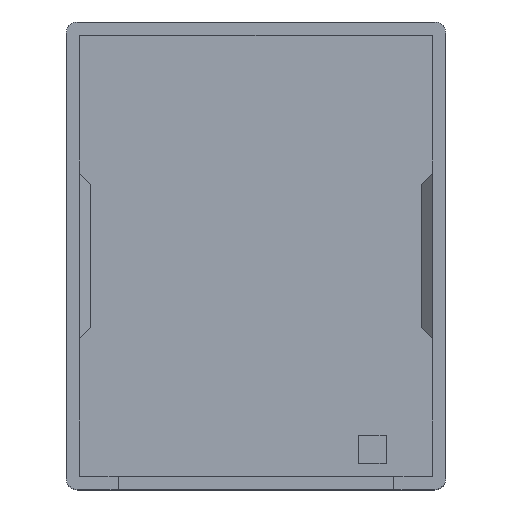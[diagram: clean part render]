
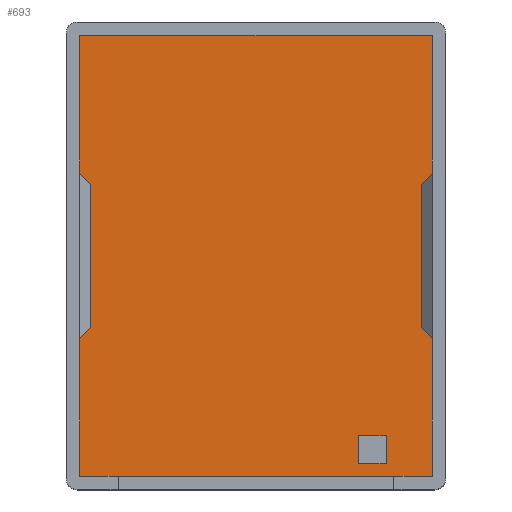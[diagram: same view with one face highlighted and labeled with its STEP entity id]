
A CAD part, top view. The second image highlights one B-rep face of the part: STEP entity #693.
In plain terms, the highlighted planar face has unit normal (0, 0, 1).
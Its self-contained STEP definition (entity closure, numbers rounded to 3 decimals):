
#19=FACE_BOUND('',#125,.T.);
#48=PLANE('',#753);
#84=FACE_OUTER_BOUND('',#124,.T.);
#124=EDGE_LOOP('',(#623,#624,#625,#626));
#125=EDGE_LOOP('',(#627,#628,#629,#630));
#142=LINE('',#986,#227);
#146=LINE('',#994,#231);
#149=LINE('',#1000,#234);
#152=LINE('',#1005,#237);
#187=LINE('',#1080,#272);
#203=LINE('',#1111,#288);
#207=LINE('',#1118,#292);
#210=LINE('',#1123,#295);
#227=VECTOR('',#806,10.);
#231=VECTOR('',#812,10.);
#234=VECTOR('',#817,10.);
#237=VECTOR('',#822,10.);
#272=VECTOR('',#885,10.);
#288=VECTOR('',#915,10.);
#292=VECTOR('',#921,10.);
#295=VECTOR('',#926,10.);
#325=VERTEX_POINT('',#984);
#326=VERTEX_POINT('',#985);
#329=VERTEX_POINT('',#993);
#331=VERTEX_POINT('',#999);
#357=VERTEX_POINT('',#1077);
#358=VERTEX_POINT('',#1079);
#366=VERTEX_POINT('',#1110);
#368=VERTEX_POINT('',#1117);
#393=EDGE_CURVE('',#325,#326,#142,.T.);
#397=EDGE_CURVE('',#326,#329,#146,.T.);
#400=EDGE_CURVE('',#329,#331,#149,.T.);
#403=EDGE_CURVE('',#331,#325,#152,.T.);
#439=EDGE_CURVE('',#357,#358,#187,.T.);
#455=EDGE_CURVE('',#358,#366,#203,.T.);
#459=EDGE_CURVE('',#366,#368,#207,.T.);
#462=EDGE_CURVE('',#368,#357,#210,.T.);
#623=ORIENTED_EDGE('',*,*,#455,.F.);
#624=ORIENTED_EDGE('',*,*,#439,.F.);
#625=ORIENTED_EDGE('',*,*,#462,.F.);
#626=ORIENTED_EDGE('',*,*,#459,.F.);
#627=ORIENTED_EDGE('',*,*,#393,.T.);
#628=ORIENTED_EDGE('',*,*,#397,.T.);
#629=ORIENTED_EDGE('',*,*,#400,.T.);
#630=ORIENTED_EDGE('',*,*,#403,.T.);
#693=ADVANCED_FACE('',(#84,#19),#48,.T.);
#753=AXIS2_PLACEMENT_3D('',#1125,#928,#929);
#806=DIRECTION('',(0.,-1.,0.));
#812=DIRECTION('',(-1.,0.,0.));
#817=DIRECTION('',(0.,1.,0.));
#822=DIRECTION('',(1.,0.,0.));
#885=DIRECTION('',(0.,-1.,0.));
#915=DIRECTION('',(-1.,0.,0.));
#921=DIRECTION('',(0.,1.,0.));
#926=DIRECTION('',(1.,0.,0.));
#928=DIRECTION('center_axis',(0.,0.,1.));
#929=DIRECTION('ref_axis',(1.,0.,0.));
#984=CARTESIAN_POINT('',(29.,-37.5,1.2));
#985=CARTESIAN_POINT('',(29.,-40.,1.2));
#986=CARTESIAN_POINT('',(29.,-30.6,1.2));
#993=CARTESIAN_POINT('',(26.5,-40.,1.2));
#994=CARTESIAN_POINT('',(21.85,-40.,1.2));
#999=CARTESIAN_POINT('',(26.5,-37.5,1.2));
#1000=CARTESIAN_POINT('',(26.5,-29.35,1.2));
#1005=CARTESIAN_POINT('',(23.1,-37.5,1.2));
#1077=CARTESIAN_POINT('',(33.2,-1.2,1.2));
#1079=CARTESIAN_POINT('',(33.2,-41.2,1.2));
#1080=CARTESIAN_POINT('',(33.2,-31.8,1.2));
#1110=CARTESIAN_POINT('',(1.2,-41.2,1.2));
#1111=CARTESIAN_POINT('',(8.6,-41.2,1.2));
#1117=CARTESIAN_POINT('',(1.2,-1.2,1.2));
#1118=CARTESIAN_POINT('',(1.2,-10.6,1.2));
#1123=CARTESIAN_POINT('',(25.8,-1.2,1.2));
#1125=CARTESIAN_POINT('Origin',(17.2,-21.2,1.2));
